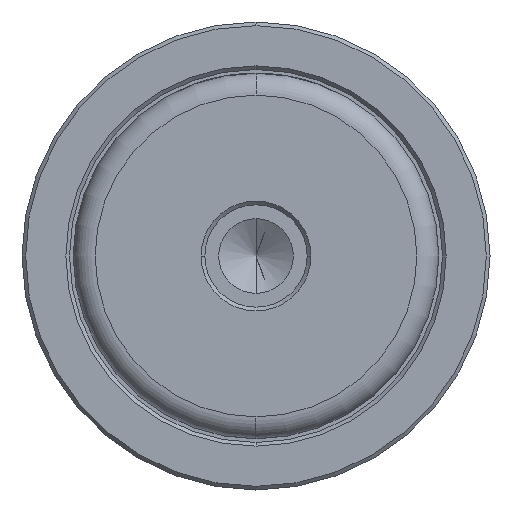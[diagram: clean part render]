
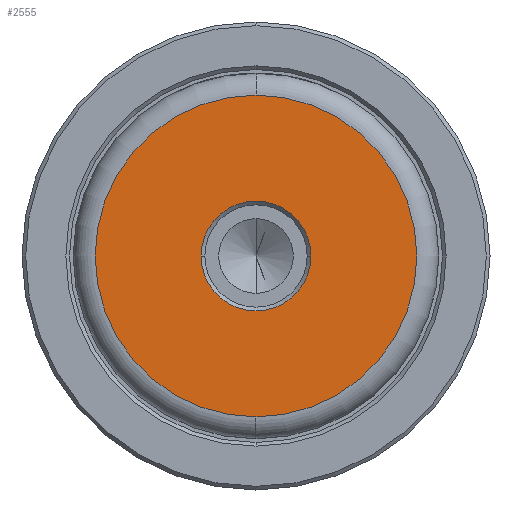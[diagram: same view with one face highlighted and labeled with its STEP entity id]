
A CAD part, left-side view. The second image highlights one B-rep face of the part: STEP entity #2555.
In plain terms, the highlighted planar face has unit normal (-1, 0, 0).
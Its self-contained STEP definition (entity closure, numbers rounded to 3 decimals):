
#27 = CIRCLE ( 'NONE', #1124, 21.997 ) ;
#79 = AXIS2_PLACEMENT_3D ( 'NONE', #1665, #443, #1867 ) ;
#88 = FACE_BOUND ( 'NONE', #564, .T. ) ;
#150 = CIRCLE ( 'NONE', #465, 7.5 ) ;
#185 = PLANE ( 'NONE',  #1053 ) ;
#250 = ORIENTED_EDGE ( 'NONE', *, *, #2593, .T. ) ;
#392 = CARTESIAN_POINT ( 'NONE',  ( 0., 0., 0. ) ) ;
#443 = DIRECTION ( 'NONE',  ( -1., 0., 0. ) ) ;
#465 = AXIS2_PLACEMENT_3D ( 'NONE', #1868, #660, #2081 ) ;
#564 = EDGE_LOOP ( 'NONE', ( #250, #1738 ) ) ;
#660 = DIRECTION ( 'NONE',  ( 1., 0., 0. ) ) ;
#669 = CARTESIAN_POINT ( 'NONE',  ( 0., 0., 0. ) ) ;
#681 = ORIENTED_EDGE ( 'NONE', *, *, #1378, .T. ) ;
#694 = FACE_OUTER_BOUND ( 'NONE', #1583, .T. ) ;
#816 = DIRECTION ( 'NONE',  ( 1., 0., 0. ) ) ;
#883 = DIRECTION ( 'NONE',  ( 0., 0., 1. ) ) ;
#933 = AXIS2_PLACEMENT_3D ( 'NONE', #2028, #816, #2233 ) ;
#1012 = DIRECTION ( 'NONE',  ( -1., 0., 0. ) ) ;
#1044 = CIRCLE ( 'NONE', #933, 7.5 ) ;
#1053 = AXIS2_PLACEMENT_3D ( 'NONE', #392, #1012, #2439 ) ;
#1077 = EDGE_CURVE ( 'NONE', #2354, #1914, #1147, .T. ) ;
#1124 = AXIS2_PLACEMENT_3D ( 'NONE', #669, #2089, #883 ) ;
#1147 = CIRCLE ( 'NONE', #79, 21.997 ) ;
#1378 = EDGE_CURVE ( 'NONE', #1914, #2354, #27, .T. ) ;
#1430 = VERTEX_POINT ( 'NONE', #2289 ) ;
#1583 = EDGE_LOOP ( 'NONE', ( #681, #1730 ) ) ;
#1665 = CARTESIAN_POINT ( 'NONE',  ( 0., 0., 0. ) ) ;
#1730 = ORIENTED_EDGE ( 'NONE', *, *, #1077, .T. ) ;
#1738 = ORIENTED_EDGE ( 'NONE', *, *, #1958, .T. ) ;
#1851 = CARTESIAN_POINT ( 'NONE',  ( 0., 0., 21.997 ) ) ;
#1867 = DIRECTION ( 'NONE',  ( 0., 0., 1. ) ) ;
#1868 = CARTESIAN_POINT ( 'NONE',  ( 0., 0., 0. ) ) ;
#1914 = VERTEX_POINT ( 'NONE', #1851 ) ;
#1943 = CARTESIAN_POINT ( 'NONE',  ( 0., 0., -21.997 ) ) ;
#1958 = EDGE_CURVE ( 'NONE', #1430, #2223, #150, .T. ) ;
#2008 = CARTESIAN_POINT ( 'NONE',  ( 0., -7.5, 0. ) ) ;
#2028 = CARTESIAN_POINT ( 'NONE',  ( 0., 0., 0. ) ) ;
#2081 = DIRECTION ( 'NONE',  ( 0., 0., 1. ) ) ;
#2089 = DIRECTION ( 'NONE',  ( -1., 0., 0. ) ) ;
#2223 = VERTEX_POINT ( 'NONE', #2008 ) ;
#2233 = DIRECTION ( 'NONE',  ( 0., 0., 1. ) ) ;
#2289 = CARTESIAN_POINT ( 'NONE',  ( 0., 7.5, 0. ) ) ;
#2354 = VERTEX_POINT ( 'NONE', #1943 ) ;
#2439 = DIRECTION ( 'NONE',  ( 0., 0., 1. ) ) ;
#2555 = ADVANCED_FACE ( 'NONE', ( #88, #694 ), #185, .T. ) ;
#2593 = EDGE_CURVE ( 'NONE', #2223, #1430, #1044, .T. ) ;
